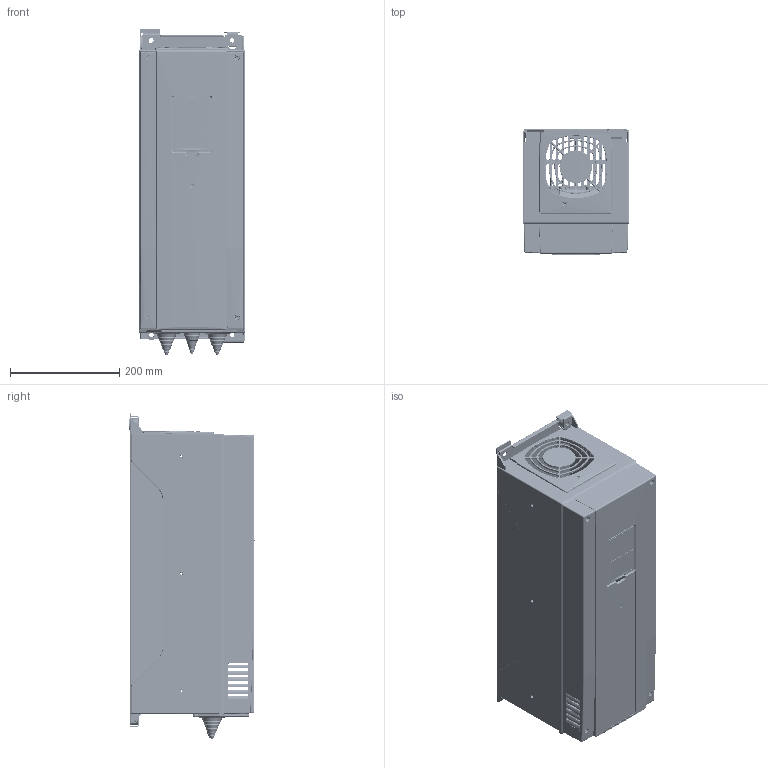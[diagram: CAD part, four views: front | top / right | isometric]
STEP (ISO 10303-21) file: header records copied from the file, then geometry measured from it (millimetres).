
FILE_DESCRIPTION(/* description */ (''),/* implementation_level */ '2;1');
FILE_NAME(/* name */ '70CTC1104875.stp',/* time_stamp */ '2021-01-28T12:31:57+05:00',/* author */ (''),/* organization */ (''),/* preprocessor_version */ 'ST-DEVELOPER v16.7',/* originating_system */ 'SIEMENS PLM Software NX 1892',/* authorisation */ '');
FILE_SCHEMA (('AUTOMOTIVE_DESIGN { 1 0 10303 214 3 1 1 1 }'));
Products named in the file (1): U38234EC513Bmkhf
Bounding box: 195.5 x 229.23 x 599.57 mm (x, y, z)
Volume: 1922083.2 mm3; surface area: 1599563.1 mm2
Topology: 28 solids, 29 shells, 7199 faces, 18302 edges, 11194 vertices
Faces by surface type: plane 2778, cylinder 1962, bspline 1531, cone 678, torus 148, sphere 87, extrusion 15
Full cylindrical faces by diameter (mm): 1.4 x2, 1.55 x2, 2 x4, 2.4 x1, 3 x19, 3.2 x3, 3.6 x14, 3.8 x2, 4 x3, 4.2 x5, 4.3 x1, 5 x6, 6 x8, 6.6 x1, 7.4 x1, 8 x4, 8.4 x2, 20 x2, 22 x2, 27.9 x1, 32.9 x1, 33 x1, 34.2 x2, 39.9 x1, 40.2 x2, 40.3 x2, 40.9 x1, 47.2 x2, 49.2 x2
Entity records: 250073 total; most frequent: CARTESIAN_POINT 88734, ORIENTED_EDGE 35224, DIRECTION 30351, EDGE_CURVE 17621, VERTEX_POINT 11100, AXIS2_PLACEMENT_3D 10650, VECTOR 9051, LINE 9036
